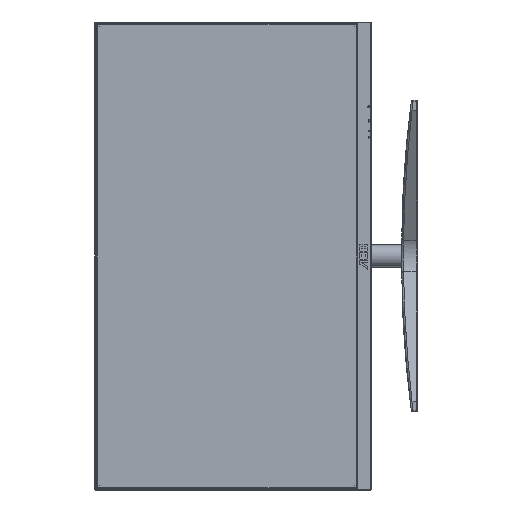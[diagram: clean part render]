
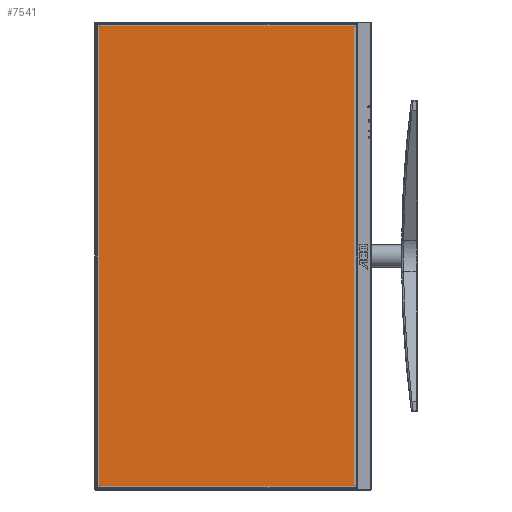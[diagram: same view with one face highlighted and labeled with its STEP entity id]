
A CAD part, left-side view. The second image highlights one B-rep face of the part: STEP entity #7541.
In plain terms, the highlighted planar face has unit normal (-1, 0, 0).
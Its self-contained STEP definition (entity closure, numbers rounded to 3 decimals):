
#1099=FACE_OUTER_BOUND('',#1554,.T.);
#1554=EDGE_LOOP('',(#5144,#5145,#5146,#5147));
#2049=LINE('',#11132,#2696);
#2052=LINE('',#11138,#2699);
#2055=LINE('',#11144,#2702);
#2058=LINE('',#11148,#2705);
#2696=VECTOR('',#8841,10.);
#2699=VECTOR('',#8846,10.);
#2702=VECTOR('',#8851,10.);
#2705=VECTOR('',#8856,10.);
#3343=VERTEX_POINT('',#11129);
#3344=VERTEX_POINT('',#11131);
#3346=VERTEX_POINT('',#11137);
#3348=VERTEX_POINT('',#11143);
#4033=EDGE_CURVE('',#3344,#3343,#2049,.T.);
#4036=EDGE_CURVE('',#3346,#3344,#2052,.T.);
#4039=EDGE_CURVE('',#3348,#3346,#2055,.T.);
#4042=EDGE_CURVE('',#3343,#3348,#2058,.T.);
#5144=ORIENTED_EDGE('',*,*,#4042,.T.);
#5145=ORIENTED_EDGE('',*,*,#4039,.T.);
#5146=ORIENTED_EDGE('',*,*,#4036,.T.);
#5147=ORIENTED_EDGE('',*,*,#4033,.T.);
#7326=PLANE('',#8019);
#7541=ADVANCED_FACE('',(#1099),#7326,.T.);
#8019=AXIS2_PLACEMENT_3D('',#11149,#8857,#8858);
#8841=DIRECTION('',(0.,0.,-1.));
#8846=DIRECTION('',(0.,1.,0.));
#8851=DIRECTION('',(0.,0.,1.));
#8856=DIRECTION('',(0.,-1.,0.));
#8857=DIRECTION('center_axis',(-1.,0.,0.));
#8858=DIRECTION('ref_axis',(0.,0.,1.));
#11129=CARTESIAN_POINT('',(-0.001,174.8,-299.8));
#11131=CARTESIAN_POINT('',(-0.001,174.8,299.8));
#11132=CARTESIAN_POINT('',(-0.001,174.8,299.8));
#11137=CARTESIAN_POINT('',(-0.001,-158.3,299.8));
#11138=CARTESIAN_POINT('',(-0.001,-158.3,299.8));
#11143=CARTESIAN_POINT('',(-0.001,-158.3,-299.8));
#11144=CARTESIAN_POINT('',(-0.001,-158.3,-299.8));
#11148=CARTESIAN_POINT('',(-0.001,174.8,-299.8));
#11149=CARTESIAN_POINT('Origin',(-0.001,8.25,0.));
